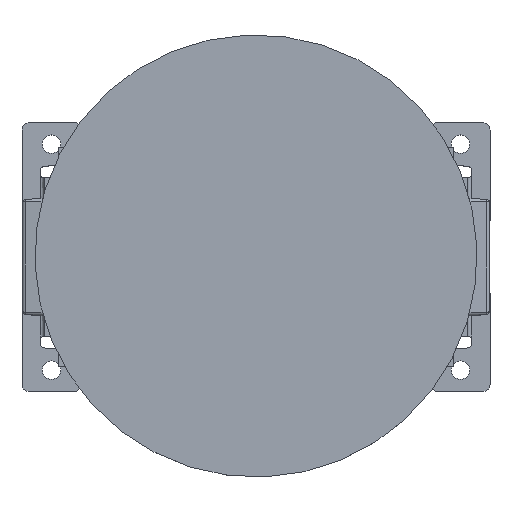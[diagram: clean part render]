
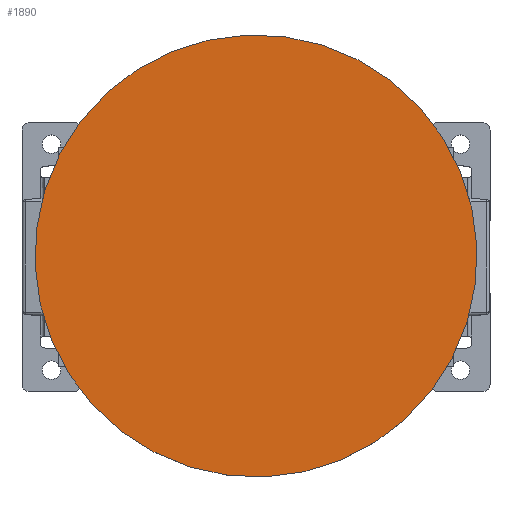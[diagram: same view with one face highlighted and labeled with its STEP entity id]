
A CAD part, top view. The second image highlights one B-rep face of the part: STEP entity #1890.
In plain terms, the highlighted planar face has unit normal (0, 0, 1).
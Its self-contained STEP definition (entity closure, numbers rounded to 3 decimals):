
#1890=ADVANCED_FACE('',(#3087),#2368,.F.);
#2368=PLANE('',#15859);
#3087=FACE_OUTER_BOUND('',#3955,.T.);
#3955=EDGE_LOOP('',(#8315));
#4389=CIRCLE('',#15856,6.);
#8315=ORIENTED_EDGE('',*,*,#11914,.F.);
#9974=VERTEX_POINT('',#26929);
#11914=EDGE_CURVE('',#9974,#9974,#4389,.T.);
#15856=AXIS2_PLACEMENT_3D('',#26928,#19172,#19173);
#15859=AXIS2_PLACEMENT_3D('',#26932,#19178,#19179);
#19172=DIRECTION('',(0.,0.,-1.));
#19173=DIRECTION('',(-0.924,-0.383,0.));
#19178=DIRECTION('',(0.,0.,-1.));
#19179=DIRECTION('',(-0.924,-0.383,0.));
#26928=CARTESIAN_POINT('',(7.5,7.85,19.8));
#26929=CARTESIAN_POINT('',(1.958,5.552,19.8));
#26932=CARTESIAN_POINT('',(7.5,7.85,19.8));
